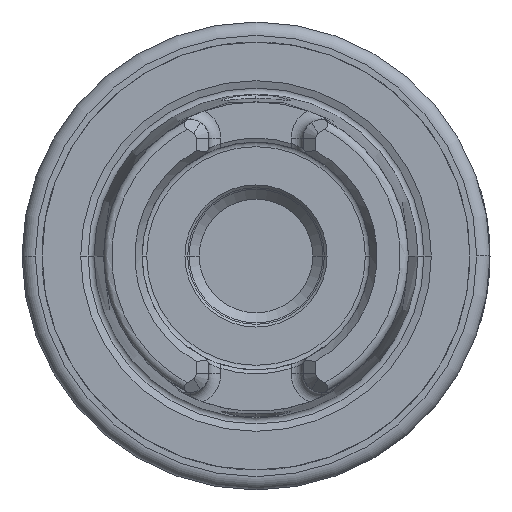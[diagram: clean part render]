
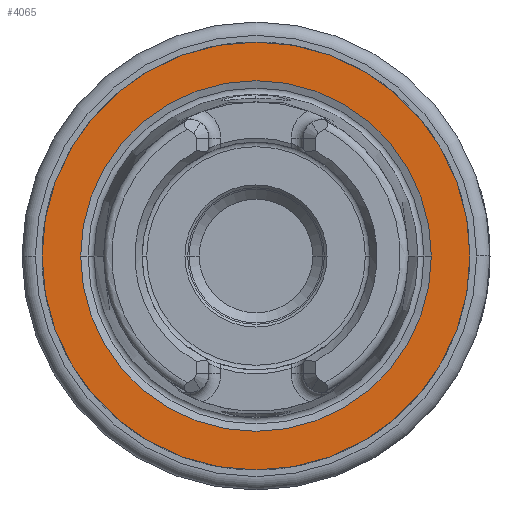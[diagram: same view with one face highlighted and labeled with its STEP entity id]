
A CAD part, left-side view. The second image highlights one B-rep face of the part: STEP entity #4065.
In plain terms, the highlighted planar face has unit normal (-1, 0, 0).
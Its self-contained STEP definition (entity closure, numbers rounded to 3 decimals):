
#652=CARTESIAN_POINT('',(0.,0.,0.));
#653=DIRECTION('',(1.,0.,0.));
#654=DIRECTION('',(0.,1.,0.));
#655=AXIS2_PLACEMENT_3D('',#652,#653,#654);
#657=CARTESIAN_POINT('',(0.,0.,0.));
#658=DIRECTION('',(-1.,0.,0.));
#659=DIRECTION('',(0.,1.,0.));
#660=AXIS2_PLACEMENT_3D('',#657,#658,#659);
#662=CARTESIAN_POINT('',(0.,0.,0.));
#663=DIRECTION('',(-1.,0.,0.));
#664=DIRECTION('',(0.,-1.,0.));
#665=AXIS2_PLACEMENT_3D('',#662,#663,#664);
#667=CARTESIAN_POINT('',(0.,0.,0.));
#668=DIRECTION('',(-1.,0.,0.));
#669=DIRECTION('',(0.,1.,0.));
#670=AXIS2_PLACEMENT_3D('',#667,#668,#669);
#2879=CARTESIAN_POINT('',(0.,-13.114,0.));
#2880=VERTEX_POINT('',#2879);
#2881=CARTESIAN_POINT('',(0.,13.114,0.));
#2882=VERTEX_POINT('',#2881);
#3208=CARTESIAN_POINT('',(0.,16.,0.));
#3209=CARTESIAN_POINT('',(0.,-16.,0.));
#3210=VERTEX_POINT('',#3208);
#3211=VERTEX_POINT('',#3209);
#4050=CARTESIAN_POINT('',(0.,0.,0.));
#4051=DIRECTION('',(1.,0.,0.));
#4052=DIRECTION('',(0.,-1.,0.));
#4053=AXIS2_PLACEMENT_3D('',#4050,#4051,#4052);
#4054=PLANE('',#4053);
#4056=ORIENTED_EDGE('',*,*,#4055,.T.);
#4058=ORIENTED_EDGE('',*,*,#4057,.F.);
#4059=EDGE_LOOP('',(#4056,#4058));
#4060=FACE_OUTER_BOUND('',#4059,.F.);
#4061=ORIENTED_EDGE('',*,*,#4045,.T.);
#4062=ORIENTED_EDGE('',*,*,#4029,.T.);
#4063=EDGE_LOOP('',(#4061,#4062));
#4064=FACE_BOUND('',#4063,.F.);
#4065=ADVANCED_FACE('',(#4060,#4064),#4054,.F.);
#656=CIRCLE('',#655,16.);
#661=CIRCLE('',#660,16.);
#666=CIRCLE('',#665,13.114);
#671=CIRCLE('',#670,13.114);
#4029=EDGE_CURVE('',#2882,#2880,#671,.T.);
#4045=EDGE_CURVE('',#2880,#2882,#666,.T.);
#4055=EDGE_CURVE('',#3210,#3211,#656,.T.);
#4057=EDGE_CURVE('',#3210,#3211,#661,.T.);
